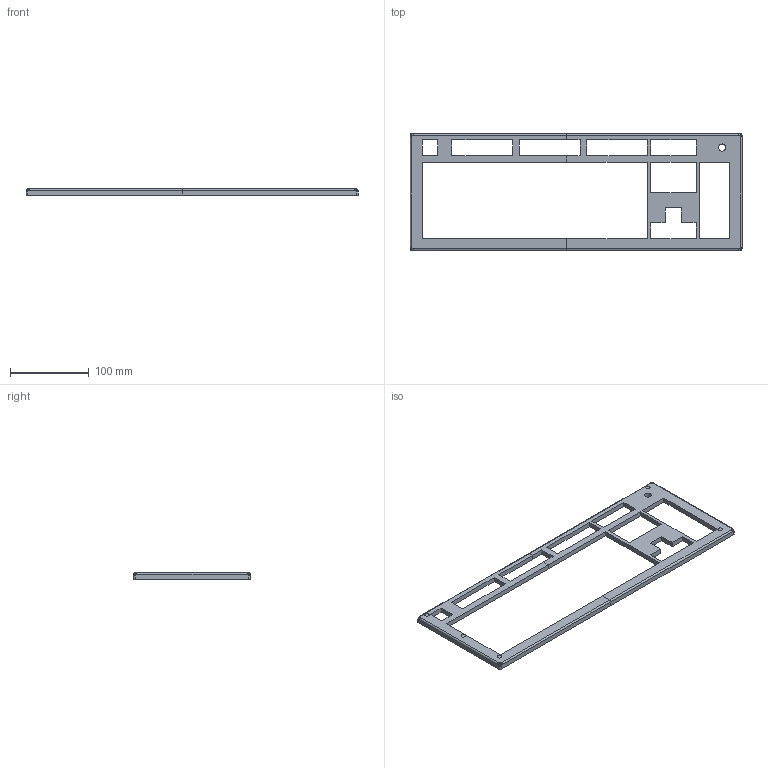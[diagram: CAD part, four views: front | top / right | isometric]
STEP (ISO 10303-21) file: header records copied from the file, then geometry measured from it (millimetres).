
FILE_DESCRIPTION(/* description */ (''),/* implementation_level */ '2;1');
FILE_NAME(/* name */ 'CaseTop.step',/* time_stamp */ '2025-06-22T09:10:17-04:00',/* author */ (''),/* organization */ (''),/* preprocessor_version */ 'ST-DEVELOPER v20.1',/* originating_system */ 'Autodesk Translation Framework v14.10.0.0',/* authorisation */ '');
FILE_SCHEMA (('AUTOMOTIVE_DESIGN { 1 0 10303 214 3 1 1 }'));
Length unit declared in the file: millimetre
Products named in the file (1): 2025-06-19-11-47-27-705
Bounding box: 421.82 x 148.38 x 8 mm (x, y, z)
Volume: 142666.2 mm3; surface area: 68248.1 mm2
Topology: 2 solids, 2 shells, 127 faces, 321 edges, 210 vertices
Faces by surface type: plane 80, bspline 24, cylinder 23
Full cylindrical faces by diameter (mm): 5.7 x12, 9 x1
Entity records: 4712 total; most frequent: CARTESIAN_POINT 1619, ORIENTED_EDGE 642, DIRECTION 587, EDGE_CURVE 321, LINE 215, VECTOR 215, VERTEX_POINT 210, AXIS2_PLACEMENT_3D 186
